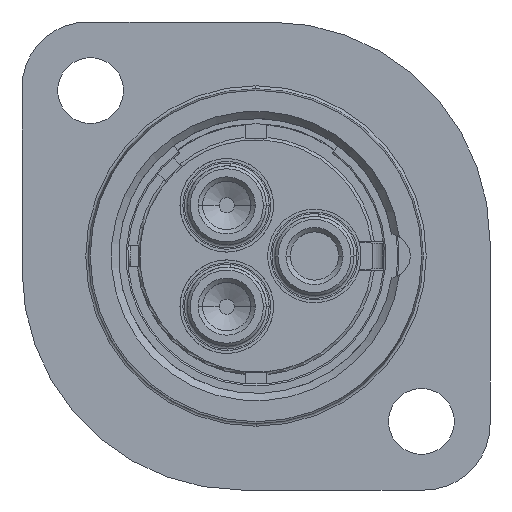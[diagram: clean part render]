
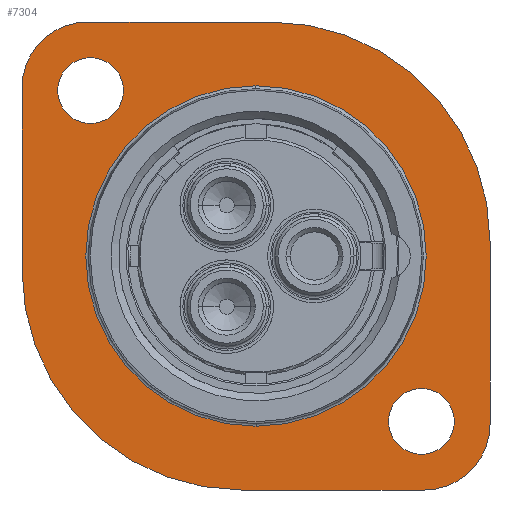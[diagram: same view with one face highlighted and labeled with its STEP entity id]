
A CAD part, left-side view. The second image highlights one B-rep face of the part: STEP entity #7304.
In plain terms, the highlighted planar face has unit normal (-1, 0, 0).
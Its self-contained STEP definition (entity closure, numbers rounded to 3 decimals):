
#200=CARTESIAN_POINT('',(-5.7,0.98,-1.));
#201=DIRECTION('',(-1.,0.,0.));
#202=DIRECTION('',(0.,1.,0.));
#203=AXIS2_PLACEMENT_3D('',#200,#201,#202);
#205=CARTESIAN_POINT('',(-5.7,11.48,11.5));
#206=DIRECTION('',(-1.,0.,0.));
#207=DIRECTION('',(0.,0.,1.));
#208=AXIS2_PLACEMENT_3D('',#205,#206,#207);
#210=CARTESIAN_POINT('',(-5.7,-1.02,1.));
#211=DIRECTION('',(-1.,0.,0.));
#212=DIRECTION('',(0.,-1.,0.));
#213=AXIS2_PLACEMENT_3D('',#210,#211,#212);
#215=CARTESIAN_POINT('',(-5.7,-11.52,-11.5));
#216=DIRECTION('',(-1.,0.,0.));
#217=DIRECTION('',(0.,0.,-1.));
#218=AXIS2_PLACEMENT_3D('',#215,#216,#217);
#220=CARTESIAN_POINT('',(-5.7,11.294,11.314));
#221=DIRECTION('',(1.,0.,0.));
#222=DIRECTION('',(0.,0.,-1.));
#223=AXIS2_PLACEMENT_3D('',#220,#221,#222);
#225=CARTESIAN_POINT('',(-5.7,11.294,11.314));
#226=DIRECTION('',(1.,0.,0.));
#227=DIRECTION('',(0.,0.,1.));
#228=AXIS2_PLACEMENT_3D('',#225,#226,#227);
#230=CARTESIAN_POINT('',(-5.7,-11.334,-11.314));
#231=DIRECTION('',(1.,0.,0.));
#232=DIRECTION('',(0.,0.,-1.));
#233=AXIS2_PLACEMENT_3D('',#230,#231,#232);
#235=CARTESIAN_POINT('',(-5.7,-11.334,-11.314));
#236=DIRECTION('',(1.,0.,0.));
#237=DIRECTION('',(0.,0.,1.));
#238=AXIS2_PLACEMENT_3D('',#235,#236,#237);
#240=CARTESIAN_POINT('',(-5.7,-0.02,0.));
#241=DIRECTION('',(1.,0.,0.));
#242=DIRECTION('',(0.,0.,1.));
#243=AXIS2_PLACEMENT_3D('',#240,#241,#242);
#245=CARTESIAN_POINT('',(-5.7,-0.02,0.));
#246=DIRECTION('',(1.,0.,0.));
#247=DIRECTION('',(0.,0.,-1.));
#248=AXIS2_PLACEMENT_3D('',#245,#246,#247);
#304=DIRECTION('',(0.,-1.,0.));
#305=VECTOR('',#304,12.5);
#306=CARTESIAN_POINT('',(-5.7,0.98,-16.));
#307=LINE('919',#306,#305);
#328=DIRECTION('',(0.,0.,1.));
#329=VECTOR('',#328,12.5);
#330=CARTESIAN_POINT('',(-5.7,-16.02,-11.5));
#331=LINE('912',#330,#329);
#336=DIRECTION('',(0.,1.,0.));
#337=VECTOR('',#336,12.5);
#338=CARTESIAN_POINT('',(-5.7,-1.02,16.));
#339=LINE('914',#338,#337);
#360=DIRECTION('',(0.,0.,-1.));
#361=VECTOR('',#360,12.5);
#362=CARTESIAN_POINT('',(-5.7,15.98,11.5));
#363=LINE('916',#362,#361);
#5780=CARTESIAN_POINT('',(-5.7,-11.52,-16.));
#5781=VERTEX_POINT('',#5780);
#5782=CARTESIAN_POINT('',(-5.7,-16.02,-11.5));
#5783=VERTEX_POINT('',#5782);
#5788=CARTESIAN_POINT('',(-5.7,11.48,16.));
#5789=VERTEX_POINT('',#5788);
#5790=CARTESIAN_POINT('',(-5.7,15.98,11.5));
#5791=VERTEX_POINT('',#5790);
#5796=CARTESIAN_POINT('',(-5.7,15.98,-1.));
#5797=VERTEX_POINT('',#5796);
#5798=CARTESIAN_POINT('',(-5.7,0.98,-16.));
#5799=VERTEX_POINT('',#5798);
#5804=CARTESIAN_POINT('',(-5.7,-16.02,1.));
#5805=VERTEX_POINT('',#5804);
#5806=CARTESIAN_POINT('',(-5.7,-1.02,16.));
#5807=VERTEX_POINT('',#5806);
#5816=CARTESIAN_POINT('',(-5.7,11.294,9.064));
#5817=CARTESIAN_POINT('',(-5.7,11.294,13.564));
#5818=VERTEX_POINT('',#5816);
#5819=VERTEX_POINT('',#5817);
#5820=CARTESIAN_POINT('',(-5.7,-11.334,-13.564));
#5821=CARTESIAN_POINT('',(-5.7,-11.334,-9.064));
#5822=VERTEX_POINT('',#5820);
#5823=VERTEX_POINT('',#5821);
#5929=CARTESIAN_POINT('',(-5.7,-0.02,11.64));
#5930=CARTESIAN_POINT('',(-5.7,-0.02,-11.64));
#5931=VERTEX_POINT('',#5929);
#5932=VERTEX_POINT('',#5930);
#7265=CARTESIAN_POINT('',(-5.7,-0.02,0.));
#7266=DIRECTION('',(-1.,0.,0.));
#7267=DIRECTION('',(0.,1.,0.));
#7268=AXIS2_PLACEMENT_3D('',#7265,#7266,#7267);
#7269=PLANE('275',#7268);
#7271=ORIENTED_EDGE('906',*,*,#7270,.F.);
#7273=ORIENTED_EDGE('916',*,*,#7272,.F.);
#7275=ORIENTED_EDGE('902',*,*,#7274,.F.);
#7277=ORIENTED_EDGE('914',*,*,#7276,.F.);
#7279=ORIENTED_EDGE('910',*,*,#7278,.F.);
#7281=ORIENTED_EDGE('912',*,*,#7280,.F.);
#7283=ORIENTED_EDGE('898',*,*,#7282,.F.);
#7285=ORIENTED_EDGE('919',*,*,#7284,.F.);
#7286=EDGE_LOOP('275',(#7271,#7273,#7275,#7277,#7279,#7281,#7283,#7285));
#7287=FACE_OUTER_BOUND('275',#7286,.F.);
#7289=ORIENTED_EDGE('924',*,*,#7288,.F.);
#7291=ORIENTED_EDGE('925',*,*,#7290,.F.);
#7292=EDGE_LOOP('275',(#7289,#7291));
#7293=FACE_BOUND('275',#7292,.F.);
#7295=ORIENTED_EDGE('926',*,*,#7294,.F.);
#7297=ORIENTED_EDGE('927',*,*,#7296,.F.);
#7298=EDGE_LOOP('275',(#7295,#7297));
#7299=FACE_BOUND('275',#7298,.F.);
#7300=ORIENTED_EDGE('1032',*,*,#7233,.F.);
#7301=ORIENTED_EDGE('1034',*,*,#7211,.F.);
#7302=EDGE_LOOP('275',(#7300,#7301));
#7303=FACE_BOUND('275',#7302,.F.);
#204=CIRCLE('906',#203,15.);
#209=CIRCLE('902',#208,4.5);
#214=CIRCLE('910',#213,15.);
#219=CIRCLE('898',#218,4.5);
#224=CIRCLE('924',#223,2.25);
#229=CIRCLE('925',#228,2.25);
#234=CIRCLE('926',#233,2.25);
#239=CIRCLE('927',#238,2.25);
#244=CIRCLE('1032',#243,11.64);
#249=CIRCLE('1034',#248,11.64);
#7211=EDGE_CURVE('1034',#5932,#5931,#249,.T.);
#7233=EDGE_CURVE('1032',#5931,#5932,#244,.T.);
#7270=EDGE_CURVE('906',#5797,#5799,#204,.T.);
#7272=EDGE_CURVE('916',#5791,#5797,#363,.T.);
#7274=EDGE_CURVE('902',#5789,#5791,#209,.T.);
#7276=EDGE_CURVE('914',#5807,#5789,#339,.T.);
#7278=EDGE_CURVE('910',#5805,#5807,#214,.T.);
#7280=EDGE_CURVE('912',#5783,#5805,#331,.T.);
#7282=EDGE_CURVE('898',#5781,#5783,#219,.T.);
#7284=EDGE_CURVE('919',#5799,#5781,#307,.T.);
#7288=EDGE_CURVE('924',#5818,#5819,#224,.T.);
#7290=EDGE_CURVE('925',#5819,#5818,#229,.T.);
#7294=EDGE_CURVE('926',#5822,#5823,#234,.T.);
#7296=EDGE_CURVE('927',#5823,#5822,#239,.T.);
#7304=ADVANCED_FACE('275',(#7287,#7293,#7299,#7303),#7269,.T.);
